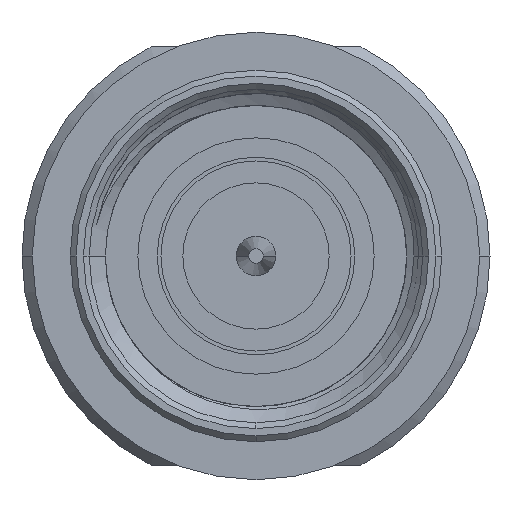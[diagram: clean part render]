
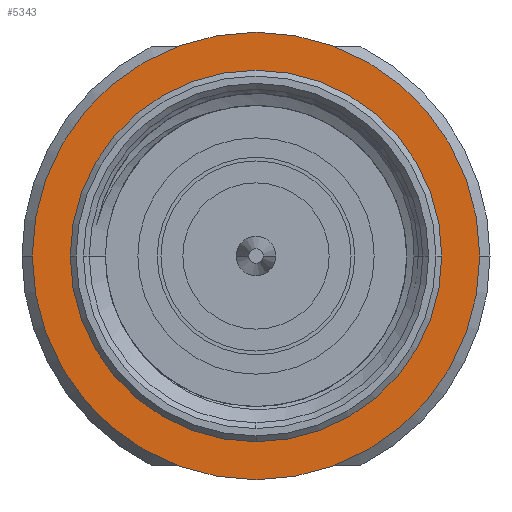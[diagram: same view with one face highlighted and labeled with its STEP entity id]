
A CAD part, left-side view. The second image highlights one B-rep face of the part: STEP entity #5343.
In plain terms, the highlighted planar face has unit normal (-1, 0, 0).
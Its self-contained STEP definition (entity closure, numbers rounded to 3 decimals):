
#2 = CIRCLE ( 'NONE', #1282, 7.65 ) ;
#315 = CIRCLE ( 'NONE', #5847, 6.35 ) ;
#363 = CARTESIAN_POINT ( 'NONE',  ( 1.5, 6.35, 0. ) ) ;
#409 = DIRECTION ( 'NONE',  ( 0., 1., 0. ) ) ;
#914 = ORIENTED_EDGE ( 'NONE', *, *, #5189, .F. ) ;
#950 = CARTESIAN_POINT ( 'NONE',  ( 1.5, 0., 0. ) ) ;
#995 = CARTESIAN_POINT ( 'NONE',  ( 1.5, 0., 0. ) ) ;
#1068 = AXIS2_PLACEMENT_3D ( 'NONE', #3041, #4834, #5431 ) ;
#1080 = AXIS2_PLACEMENT_3D ( 'NONE', #995, #5269, #3451 ) ;
#1282 = AXIS2_PLACEMENT_3D ( 'NONE', #950, #2315, #409 ) ;
#1325 = CARTESIAN_POINT ( 'NONE',  ( 1.5, 0., 0. ) ) ;
#1358 = AXIS2_PLACEMENT_3D ( 'NONE', #1580, #5372, #1921 ) ;
#1580 = CARTESIAN_POINT ( 'NONE',  ( 1.5, 0., 0. ) ) ;
#1921 = DIRECTION ( 'NONE',  ( 0., 0., 1. ) ) ;
#2044 = FACE_BOUND ( 'NONE', #3886, .T. ) ;
#2115 = ORIENTED_EDGE ( 'NONE', *, *, #2637, .F. ) ;
#2315 = DIRECTION ( 'NONE',  ( 1., 0., 0. ) ) ;
#2334 = EDGE_LOOP ( 'NONE', ( #5565, #2115 ) ) ;
#2637 = EDGE_CURVE ( 'NONE', #3568, #3463, #2, .T. ) ;
#2880 = CARTESIAN_POINT ( 'NONE',  ( 1.5, -6.35, 0. ) ) ;
#3041 = CARTESIAN_POINT ( 'NONE',  ( 1.5, 0., 0. ) ) ;
#3071 = CARTESIAN_POINT ( 'NONE',  ( 1.5, -7.65, 0. ) ) ;
#3222 = DIRECTION ( 'NONE',  ( 0., 1., 0. ) ) ;
#3451 = DIRECTION ( 'NONE',  ( 0., 1., 0. ) ) ;
#3463 = VERTEX_POINT ( 'NONE', #3071 ) ;
#3568 = VERTEX_POINT ( 'NONE', #5297 ) ;
#3580 = EDGE_CURVE ( 'NONE', #4514, #5132, #315, .T. ) ;
#3748 = CIRCLE ( 'NONE', #1068, 7.65 ) ;
#3886 = EDGE_LOOP ( 'NONE', ( #4676, #914 ) ) ;
#3956 = FACE_OUTER_BOUND ( 'NONE', #2334, .T. ) ;
#4514 = VERTEX_POINT ( 'NONE', #363 ) ;
#4588 = DIRECTION ( 'NONE',  ( 1., 0., 0. ) ) ;
#4620 = EDGE_CURVE ( 'NONE', #3568, #3463, #3748, .T. ) ;
#4676 = ORIENTED_EDGE ( 'NONE', *, *, #3580, .T. ) ;
#4834 = DIRECTION ( 'NONE',  ( -1., 0., 0. ) ) ;
#5132 = VERTEX_POINT ( 'NONE', #2880 ) ;
#5189 = EDGE_CURVE ( 'NONE', #4514, #5132, #6127, .T. ) ;
#5269 = DIRECTION ( 'NONE',  ( -1., 0., 0. ) ) ;
#5297 = CARTESIAN_POINT ( 'NONE',  ( 1.5, 7.65, 0. ) ) ;
#5343 = ADVANCED_FACE ( 'NONE', ( #2044, #3956 ), #5839, .T. ) ;
#5372 = DIRECTION ( 'NONE',  ( -1., 0., 0. ) ) ;
#5431 = DIRECTION ( 'NONE',  ( 0., 1., 0. ) ) ;
#5565 = ORIENTED_EDGE ( 'NONE', *, *, #4620, .T. ) ;
#5839 = PLANE ( 'NONE',  #1358 ) ;
#5847 = AXIS2_PLACEMENT_3D ( 'NONE', #1325, #4588, #3222 ) ;
#6127 = CIRCLE ( 'NONE', #1080, 6.35 ) ;
